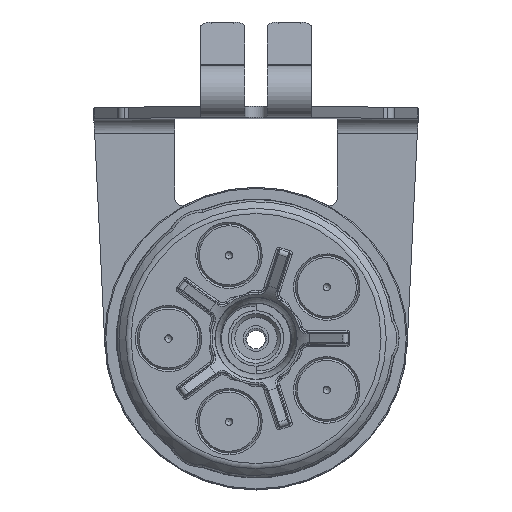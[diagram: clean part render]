
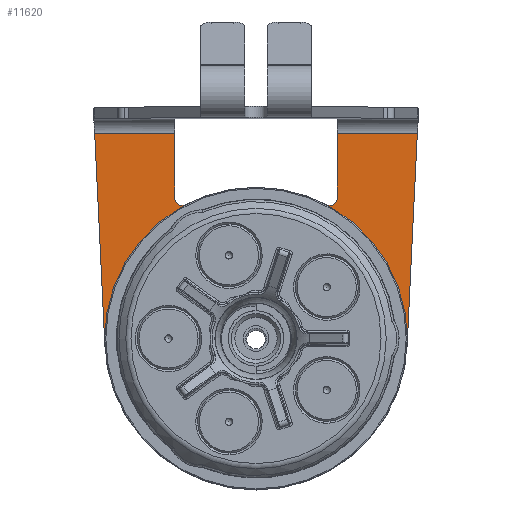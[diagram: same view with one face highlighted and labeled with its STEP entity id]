
A CAD part, top view. The second image highlights one B-rep face of the part: STEP entity #11620.
In plain terms, the highlighted planar face has unit normal (0, 0, 1).
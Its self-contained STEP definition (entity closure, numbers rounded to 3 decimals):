
#769=FACE_BOUND('',#1867,.T.);
#770=FACE_BOUND('',#1868,.T.);
#831=PLANE('',#12734);
#1061=FACE_OUTER_BOUND('',#1866,.T.);
#1866=EDGE_LOOP('',(#7930,#7931,#7932,#7933,#7934,#7935,#7936,#7937,#7938,
#7939));
#1867=EDGE_LOOP('',(#7940,#7941,#7942,#7943));
#1868=EDGE_LOOP('',(#7944));
#2686=CIRCLE('',#12665,6.);
#2688=CIRCLE('',#12668,29.7);
#2690=CIRCLE('',#12671,6.);
#2692=CIRCLE('',#12674,17.7);
#2694=CIRCLE('',#12677,2.);
#2698=CIRCLE('',#12683,2.);
#2700=CIRCLE('',#12686,41.);
#2728=CIRCLE('',#12735,41.);
#2729=CIRCLE('',#12736,9.6);
#3472=LINE('',#17479,#3889);
#3477=LINE('',#17500,#3894);
#3490=LINE('',#17542,#3907);
#3491=LINE('',#17579,#3908);
#3533=LINE('',#18064,#3950);
#3535=LINE('',#18068,#3952);
#3889=VECTOR('',#14160,10.);
#3894=VECTOR('',#14183,10.);
#3907=VECTOR('',#14216,10.);
#3908=VECTOR('',#14219,10.);
#3950=VECTOR('',#14327,10.);
#3952=VECTOR('',#14331,10.);
#4765=VERTEX_POINT('',#17444);
#4766=VERTEX_POINT('',#17445);
#4769=VERTEX_POINT('',#17453);
#4771=VERTEX_POINT('',#17459);
#4773=VERTEX_POINT('',#17468);
#4774=VERTEX_POINT('',#17469);
#4777=VERTEX_POINT('',#17477);
#4779=VERTEX_POINT('',#17484);
#4780=VERTEX_POINT('',#17485);
#4784=VERTEX_POINT('',#17499);
#4803=VERTEX_POINT('',#17541);
#4806=VERTEX_POINT('',#17568);
#4844=VERTEX_POINT('',#18063);
#4845=VERTEX_POINT('',#18067);
#4846=VERTEX_POINT('',#18070);
#5875=EDGE_CURVE('',#4765,#4766,#2686,.T.);
#5879=EDGE_CURVE('',#4766,#4769,#2688,.T.);
#5882=EDGE_CURVE('',#4769,#4771,#2690,.T.);
#5885=EDGE_CURVE('',#4771,#4765,#2692,.T.);
#5887=EDGE_CURVE('',#4773,#4774,#2694,.T.);
#5892=EDGE_CURVE('',#4774,#4777,#3472,.T.);
#5895=EDGE_CURVE('',#4779,#4780,#2698,.T.);
#5899=EDGE_CURVE('',#4780,#4773,#2700,.T.);
#5903=EDGE_CURVE('',#4784,#4779,#3477,.T.);
#5924=EDGE_CURVE('',#4803,#4784,#3490,.T.);
#5929=EDGE_CURVE('',#4777,#4806,#3491,.T.);
#5992=EDGE_CURVE('',#4803,#4844,#3533,.T.);
#5994=EDGE_CURVE('',#4845,#4806,#3535,.T.);
#5995=EDGE_CURVE('',#4844,#4845,#2728,.T.);
#5996=EDGE_CURVE('',#4846,#4846,#2729,.T.);
#7930=ORIENTED_EDGE('',*,*,#5892,.T.);
#7931=ORIENTED_EDGE('',*,*,#5929,.T.);
#7932=ORIENTED_EDGE('',*,*,#5994,.F.);
#7933=ORIENTED_EDGE('',*,*,#5995,.F.);
#7934=ORIENTED_EDGE('',*,*,#5992,.F.);
#7935=ORIENTED_EDGE('',*,*,#5924,.T.);
#7936=ORIENTED_EDGE('',*,*,#5903,.T.);
#7937=ORIENTED_EDGE('',*,*,#5895,.T.);
#7938=ORIENTED_EDGE('',*,*,#5899,.T.);
#7939=ORIENTED_EDGE('',*,*,#5887,.T.);
#7940=ORIENTED_EDGE('',*,*,#5882,.T.);
#7941=ORIENTED_EDGE('',*,*,#5885,.T.);
#7942=ORIENTED_EDGE('',*,*,#5875,.T.);
#7943=ORIENTED_EDGE('',*,*,#5879,.T.);
#7944=ORIENTED_EDGE('',*,*,#5996,.T.);
#11620=ADVANCED_FACE('',(#1061,#769,#770),#831,.T.);
#12665=AXIS2_PLACEMENT_3D('',#17446,#14122,#14123);
#12668=AXIS2_PLACEMENT_3D('',#17454,#14130,#14131);
#12671=AXIS2_PLACEMENT_3D('',#17460,#14137,#14138);
#12674=AXIS2_PLACEMENT_3D('',#17465,#14144,#14145);
#12677=AXIS2_PLACEMENT_3D('',#17470,#14150,#14151);
#12683=AXIS2_PLACEMENT_3D('',#17486,#14166,#14167);
#12686=AXIS2_PLACEMENT_3D('',#17493,#14174,#14175);
#12734=AXIS2_PLACEMENT_3D('',#18066,#14329,#14330);
#12735=AXIS2_PLACEMENT_3D('',#18069,#14332,#14333);
#12736=AXIS2_PLACEMENT_3D('',#18071,#14334,#14335);
#14122=DIRECTION('center_axis',(0.,0.,-1.));
#14123=DIRECTION('ref_axis',(0.766,-0.643,0.));
#14130=DIRECTION('center_axis',(0.,0.,-1.));
#14131=DIRECTION('ref_axis',(-0.766,0.643,0.));
#14137=DIRECTION('center_axis',(0.,0.,-1.));
#14138=DIRECTION('ref_axis',(0.766,0.643,0.));
#14144=DIRECTION('center_axis',(0.,0.,1.));
#14145=DIRECTION('ref_axis',(0.766,-0.643,0.));
#14150=DIRECTION('center_axis',(0.,0.,-1.));
#14151=DIRECTION('ref_axis',(0.465,-0.885,0.));
#14160=DIRECTION('',(0.,1.,0.));
#14166=DIRECTION('center_axis',(0.,0.,-1.));
#14167=DIRECTION('ref_axis',(1.,0.,0.));
#14174=DIRECTION('center_axis',(0.,0.,1.));
#14175=DIRECTION('ref_axis',(0.465,-0.885,0.));
#14183=DIRECTION('',(0.,-1.,0.));
#14216=DIRECTION('',(-1.,0.,0.));
#14219=DIRECTION('',(-1.,0.,0.));
#14327=DIRECTION('',(-0.048,-0.999,0.));
#14329=DIRECTION('center_axis',(0.,0.,1.));
#14330=DIRECTION('ref_axis',(1.,0.,0.));
#14331=DIRECTION('',(-0.048,0.999,0.));
#14332=DIRECTION('center_axis',(0.,0.,-1.));
#14333=DIRECTION('ref_axis',(-0.999,-0.048,0.));
#14334=DIRECTION('center_axis',(0.,0.,-1.));
#14335=DIRECTION('ref_axis',(-1.,0.,0.));
#17444=CARTESIAN_POINT('',(-13.559,55.377,3.));
#17445=CARTESIAN_POINT('',(-22.752,63.091,3.));
#17446=CARTESIAN_POINT('Origin',(-18.155,59.234,3.));
#17453=CARTESIAN_POINT('',(22.752,63.091,3.));
#17454=CARTESIAN_POINT('Origin',(0.,44.,3.));
#17459=CARTESIAN_POINT('',(13.559,55.377,3.));
#17460=CARTESIAN_POINT('Origin',(18.155,59.234,3.));
#17465=CARTESIAN_POINT('Origin',(0.,44.,3.));
#17468=CARTESIAN_POINT('',(-19.07,80.295,3.));
#17469=CARTESIAN_POINT('',(-22.,82.066,3.));
#17470=CARTESIAN_POINT('Origin',(-20.,82.066,3.));
#17477=CARTESIAN_POINT('',(-22.,99.6,3.));
#17479=CARTESIAN_POINT('',(-22.,150.025,3.));
#17484=CARTESIAN_POINT('',(22.,82.066,3.));
#17485=CARTESIAN_POINT('',(19.07,80.295,3.));
#17486=CARTESIAN_POINT('Origin',(20.,82.066,3.));
#17493=CARTESIAN_POINT('Origin',(0.,44.,3.));
#17499=CARTESIAN_POINT('',(22.,99.6,3.));
#17500=CARTESIAN_POINT('',(22.,137.258,3.));
#17541=CARTESIAN_POINT('',(43.695,99.6,3.));
#17542=CARTESIAN_POINT('',(-21.848,99.6,3.));
#17568=CARTESIAN_POINT('',(-43.695,99.6,3.));
#17579=CARTESIAN_POINT('',(-21.848,99.6,3.));
#18063=CARTESIAN_POINT('',(40.954,42.049,3.));
#18064=CARTESIAN_POINT('',(40.954,42.049,3.));
#18066=CARTESIAN_POINT('Origin',(0.,192.451,
3.));
#18067=CARTESIAN_POINT('',(-40.954,42.049,3.));
#18068=CARTESIAN_POINT('',(-44.,106.,3.));
#18069=CARTESIAN_POINT('Origin',(0.,44.,3.));
#18070=CARTESIAN_POINT('',(9.6,44.,3.));
#18071=CARTESIAN_POINT('Origin',(0.,44.,3.));
